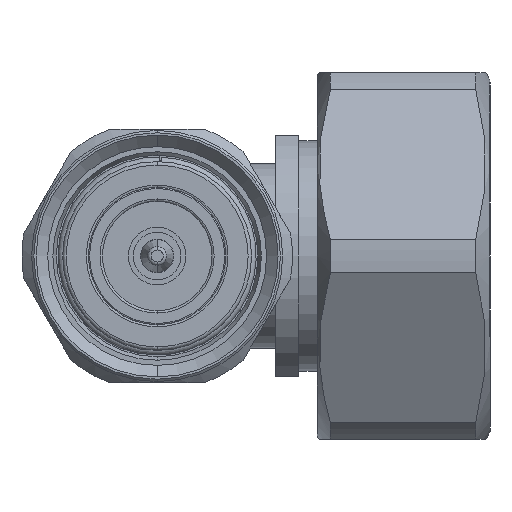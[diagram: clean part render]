
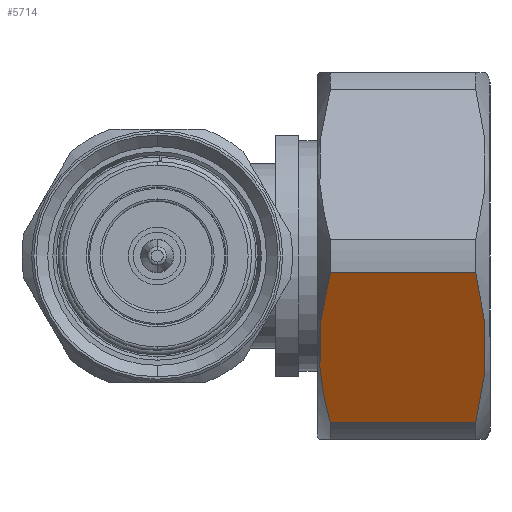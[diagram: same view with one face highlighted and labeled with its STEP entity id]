
A CAD part, left-side view. The second image highlights one B-rep face of the part: STEP entity #5714.
In plain terms, the highlighted face is planar.
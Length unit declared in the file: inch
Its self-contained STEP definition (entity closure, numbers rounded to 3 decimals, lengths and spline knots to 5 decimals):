
#4 = B_SPLINE_CURVE_WITH_KNOTS ( 'NONE', 3,
 ( #10433, #8756, #829, #5179, #9619, #4372, #6097, #11300, #8868, #1840, #711, #11361, #6261, #8002, #2665, #3435, #7029, #10664, #7906, #6211, #7785, #1620, #5229, #6975, #7955, #929, #9573, #4254 ),
 .UNSPECIFIED., .F., .F.,
 ( 4, 1, 1, 1, 1, 1, 2, 2, 1, 1, 2, 2, 1, 1, 1, 1, 1, 2, 2, 4 ),
 ( 0., 0.125, 0.1875, 0.21875, 0.23438, 0.24219, 0.24609, 0.25, 0.375, 0.4375, 0.46875, 0.5, 0.625, 0.6875, 0.71875, 0.73437, 0.74219, 0.74609, 0.75, 1. ),
 .UNSPECIFIED. ) ;
#178 = CARTESIAN_POINT ( 'NONE',  ( -0.44331, 0.69153, -0.05651 ) ) ;
#357 = VERTEX_POINT ( 'NONE', #9764 ) ;
#543 = VERTEX_POINT ( 'NONE', #1680 ) ;
#561 = CARTESIAN_POINT ( 'NONE',  ( 0.02225, 0.41934, -0.52813 ) ) ;
#632 = PLANE ( 'NONE',  #6917 ) ;
#711 = CARTESIAN_POINT ( 'NONE',  ( 0.56154, 0.60553, -0.20553 ) ) ;
#829 = CARTESIAN_POINT ( 'NONE',  ( 0.54429, 0.66015, -0.11089 ) ) ;
#929 = CARTESIAN_POINT ( 'NONE',  ( 0.55191, 0.44503, -0.48361 ) ) ;
#1178 = VECTOR ( 'NONE', #8360, 39.37008 ) ;
#1229 = LINE ( 'NONE', #4783, #1178 ) ;
#1298 = CARTESIAN_POINT ( 'NONE',  ( -0.00198, 0.51874, -0.3559 ) ) ;
#1620 = CARTESIAN_POINT ( 'NONE',  ( 0.559, 0.47152, -0.43771 ) ) ;
#1680 = CARTESIAN_POINT ( 'NONE',  ( 0.03331, 0.69153, -0.05651 ) ) ;
#1710 = CARTESIAN_POINT ( 'NONE',  ( 0.24669, 0.3622, -0.62713 ) ) ;
#1840 = CARTESIAN_POINT ( 'NONE',  ( 0.55805, 0.61847, -0.18309 ) ) ;
#2203 = EDGE_CURVE ( 'NONE', #9777, #9740, #1229, .T. ) ;
#2421 = ORIENTED_EDGE ( 'NONE', *, *, #5928, .F. ) ;
#2665 = CARTESIAN_POINT ( 'NONE',  ( 0.56833, 0.54987, -0.30196 ) ) ;
#3170 = ORIENTED_EDGE ( 'NONE', *, *, #2203, .T. ) ;
#3435 = CARTESIAN_POINT ( 'NONE',  ( 0.56839, 0.54684, -0.30721 ) ) ;
#4254 = CARTESIAN_POINT ( 'NONE',  ( 0.5297, 0.39488, -0.57051 ) ) ;
#4309 = ORIENTED_EDGE ( 'NONE', *, *, #6410, .T. ) ;
#4372 = CARTESIAN_POINT ( 'NONE',  ( 0.55672, 0.62325, -0.17481 ) ) ;
#4510 = EDGE_LOOP ( 'NONE', ( #2421, #9695, #4309, #3170 ) ) ;
#4783 = CARTESIAN_POINT ( 'NONE',  ( -0.44331, 0.39488, -0.57051 ) ) ;
#5179 = CARTESIAN_POINT ( 'NONE',  ( 0.5519, 0.63892, -0.14767 ) ) ;
#5229 = CARTESIAN_POINT ( 'NONE',  ( 0.55869, 0.47033, -0.43977 ) ) ;
#5673 = CARTESIAN_POINT ( 'NONE',  ( 0.00131, 0.59332, -0.22668 ) ) ;
#5714 = ADVANCED_FACE ( 'NONE', ( #9555 ), #632, .T. ) ;
#5846 = EDGE_CURVE ( 'NONE', #543, #357, #7297, .T. ) ;
#5928 = EDGE_CURVE ( 'NONE', #543, #9740, #10908, .T. ) ;
#6097 = CARTESIAN_POINT ( 'NONE',  ( 0.55745, 0.62067, -0.1793 ) ) ;
#6211 = CARTESIAN_POINT ( 'NONE',  ( 0.56106, 0.47982, -0.42333 ) ) ;
#6261 = CARTESIAN_POINT ( 'NONE',  ( 0.56761, 0.56522, -0.27537 ) ) ;
#6285 = CARTESIAN_POINT ( 'NONE',  ( 0.03331, 0.39488, -0.57051 ) ) ;
#6410 = EDGE_CURVE ( 'NONE', #357, #9777, #4, .T. ) ;
#6642 = CARTESIAN_POINT ( 'NONE',  ( -0.0019, 0.56855, -0.26959 ) ) ;
#6917 = AXIS2_PLACEMENT_3D ( 'NONE', #1710, #7819, #7715 ) ;
#6975 = CARTESIAN_POINT ( 'NONE',  ( 0.55848, 0.46954, -0.44115 ) ) ;
#7029 = CARTESIAN_POINT ( 'NONE',  ( 0.56842, 0.53143, -0.33391 ) ) ;
#7297 = LINE ( 'NONE', #178, #10796 ) ;
#7523 = CARTESIAN_POINT ( 'NONE',  ( 0.03331, 0.69153, -0.05651 ) ) ;
#7715 = DIRECTION ( 'NONE',  ( -1., 0., 0. ) ) ;
#7785 = CARTESIAN_POINT ( 'NONE',  ( 0.55971, 0.47429, -0.43292 ) ) ;
#7819 = DIRECTION ( 'NONE',  ( 0., 0.866, -0.5 ) ) ;
#7906 = CARTESIAN_POINT ( 'NONE',  ( 0.56347, 0.49086, -0.40421 ) ) ;
#7955 = CARTESIAN_POINT ( 'NONE',  ( 0.55837, 0.46912, -0.44188 ) ) ;
#7976 = CARTESIAN_POINT ( 'NONE',  ( 0.5297, 0.39488, -0.57051 ) ) ;
#8002 = CARTESIAN_POINT ( 'NONE',  ( 0.5681, 0.556, -0.29133 ) ) ;
#8328 = CARTESIAN_POINT ( 'NONE',  ( 0.01341, 0.6426, -0.14129 ) ) ;
#8360 = DIRECTION ( 'NONE',  ( -1., 0., 0. ) ) ;
#8502 = CARTESIAN_POINT ( 'NONE',  ( 0.01335, 0.44395, -0.48548 ) ) ;
#8756 = CARTESIAN_POINT ( 'NONE',  ( 0.53601, 0.67884, -0.07849 ) ) ;
#8868 = CARTESIAN_POINT ( 'NONE',  ( 0.55795, 0.61882, -0.1825 ) ) ;
#9244 = CARTESIAN_POINT ( 'NONE',  ( 0.02226, 0.66712, -0.09882 ) ) ;
#9555 = FACE_OUTER_BOUND ( 'NONE', #4510, .T. ) ;
#9573 = CARTESIAN_POINT ( 'NONE',  ( 0.54238, 0.42041, -0.52627 ) ) ;
#9619 = CARTESIAN_POINT ( 'NONE',  ( 0.5552, 0.62845, -0.16581 ) ) ;
#9695 = ORIENTED_EDGE ( 'NONE', *, *, #5846, .T. ) ;
#9740 = VERTEX_POINT ( 'NONE', #6285 ) ;
#9764 = CARTESIAN_POINT ( 'NONE',  ( 0.5297, 0.69153, -0.05651 ) ) ;
#9777 = VERTEX_POINT ( 'NONE', #7976 ) ;
#9890 = DIRECTION ( 'NONE',  ( 1., 0., 0. ) ) ;
#10433 = CARTESIAN_POINT ( 'NONE',  ( 0.5297, 0.69153, -0.05651 ) ) ;
#10664 = CARTESIAN_POINT ( 'NONE',  ( 0.56717, 0.51281, -0.36617 ) ) ;
#10796 = VECTOR ( 'NONE', #9890, 39.37008 ) ;
#10908 = B_SPLINE_CURVE_WITH_KNOTS ( 'NONE', 3,
 ( #7523, #9244, #8328, #5673, #6642, #1298, #11045, #8502, #561, #11154 ),
 .UNSPECIFIED., .F., .F.,
 ( 4, 2, 2, 2, 4 ),
 ( 0.00001, 0.00379, 0.00757, 0.01135, 0.01514 ),
 .UNSPECIFIED. ) ;
#11045 = CARTESIAN_POINT ( 'NONE',  ( 0.00121, 0.4936, -0.39945 ) ) ;
#11154 = CARTESIAN_POINT ( 'NONE',  ( 0.03331, 0.39488, -0.57051 ) ) ;
#11300 = CARTESIAN_POINT ( 'NONE',  ( 0.55775, 0.61956, -0.18122 ) ) ;
#11361 = CARTESIAN_POINT ( 'NONE',  ( 0.56536, 0.58682, -0.23794 ) ) ;
